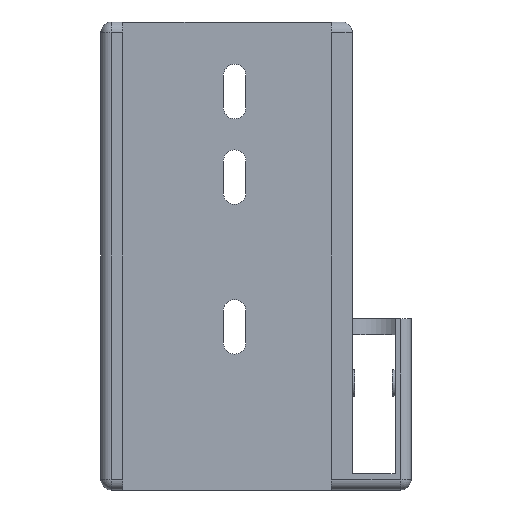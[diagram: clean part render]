
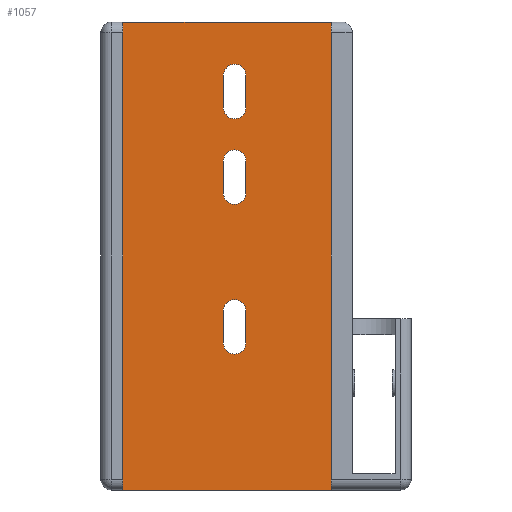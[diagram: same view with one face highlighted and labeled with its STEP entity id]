
A CAD part, front view. The second image highlights one B-rep face of the part: STEP entity #1057.
In plain terms, the highlighted planar face has unit normal (0, -1, 0).
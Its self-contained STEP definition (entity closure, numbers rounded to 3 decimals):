
#23=FACE_BOUND('',#183,.T.);
#24=FACE_BOUND('',#184,.T.);
#25=FACE_BOUND('',#185,.T.);
#47=PLANE('',#1193);
#113=FACE_OUTER_BOUND('',#182,.T.);
#182=EDGE_LOOP('',(#917,#918,#919,#920));
#183=EDGE_LOOP('',(#921,#922,#923,#924));
#184=EDGE_LOOP('',(#925,#926,#927,#928));
#185=EDGE_LOOP('',(#929,#930,#931,#932));
#235=LINE('',#1694,#325);
#239=LINE('',#1701,#329);
#241=LINE('',#1705,#331);
#261=LINE('',#1773,#351);
#266=LINE('',#1785,#356);
#267=LINE('',#1789,#357);
#272=LINE('',#1801,#362);
#273=LINE('',#1805,#363);
#278=LINE('',#1817,#368);
#279=LINE('',#1819,#369);
#325=VECTOR('',#1375,10.);
#329=VECTOR('',#1383,10.);
#331=VECTOR('',#1387,10.);
#351=VECTOR('',#1451,10.);
#356=VECTOR('',#1466,10.);
#357=VECTOR('',#1469,10.);
#362=VECTOR('',#1484,10.);
#363=VECTOR('',#1487,10.);
#368=VECTOR('',#1502,10.);
#369=VECTOR('',#1505,10.);
#425=CIRCLE('',#1175,2.1);
#426=CIRCLE('',#1177,2.1);
#427=CIRCLE('',#1181,2.1);
#428=CIRCLE('',#1183,2.1);
#429=CIRCLE('',#1187,2.1);
#430=CIRCLE('',#1189,2.1);
#483=VERTEX_POINT('',#1691);
#484=VERTEX_POINT('',#1693);
#485=VERTEX_POINT('',#1699);
#486=VERTEX_POINT('',#1703);
#511=VERTEX_POINT('',#1771);
#512=VERTEX_POINT('',#1772);
#513=VERTEX_POINT('',#1777);
#514=VERTEX_POINT('',#1781);
#515=VERTEX_POINT('',#1787);
#516=VERTEX_POINT('',#1788);
#517=VERTEX_POINT('',#1793);
#518=VERTEX_POINT('',#1797);
#519=VERTEX_POINT('',#1803);
#520=VERTEX_POINT('',#1804);
#521=VERTEX_POINT('',#1809);
#522=VERTEX_POINT('',#1813);
#602=EDGE_CURVE('',#483,#484,#235,.T.);
#606=EDGE_CURVE('',#483,#485,#239,.T.);
#608=EDGE_CURVE('',#486,#485,#241,.T.);
#641=EDGE_CURVE('',#511,#512,#261,.T.);
#644=EDGE_CURVE('',#513,#511,#425,.T.);
#646=EDGE_CURVE('',#512,#514,#426,.T.);
#648=EDGE_CURVE('',#514,#513,#266,.T.);
#649=EDGE_CURVE('',#515,#516,#267,.T.);
#652=EDGE_CURVE('',#517,#515,#427,.T.);
#654=EDGE_CURVE('',#516,#518,#428,.T.);
#656=EDGE_CURVE('',#518,#517,#272,.T.);
#657=EDGE_CURVE('',#519,#520,#273,.T.);
#660=EDGE_CURVE('',#521,#519,#429,.T.);
#662=EDGE_CURVE('',#520,#522,#430,.T.);
#664=EDGE_CURVE('',#522,#521,#278,.T.);
#665=EDGE_CURVE('',#486,#484,#279,.T.);
#917=ORIENTED_EDGE('',*,*,#608,.F.);
#918=ORIENTED_EDGE('',*,*,#665,.T.);
#919=ORIENTED_EDGE('',*,*,#602,.F.);
#920=ORIENTED_EDGE('',*,*,#606,.T.);
#921=ORIENTED_EDGE('',*,*,#648,.T.);
#922=ORIENTED_EDGE('',*,*,#644,.T.);
#923=ORIENTED_EDGE('',*,*,#641,.T.);
#924=ORIENTED_EDGE('',*,*,#646,.T.);
#925=ORIENTED_EDGE('',*,*,#656,.T.);
#926=ORIENTED_EDGE('',*,*,#652,.T.);
#927=ORIENTED_EDGE('',*,*,#649,.T.);
#928=ORIENTED_EDGE('',*,*,#654,.T.);
#929=ORIENTED_EDGE('',*,*,#664,.T.);
#930=ORIENTED_EDGE('',*,*,#660,.T.);
#931=ORIENTED_EDGE('',*,*,#657,.T.);
#932=ORIENTED_EDGE('',*,*,#662,.T.);
#1057=ADVANCED_FACE('',(#113,#23,#24,#25),#47,.F.);
#1175=AXIS2_PLACEMENT_3D('',#1778,#1456,#1457);
#1177=AXIS2_PLACEMENT_3D('',#1782,#1461,#1462);
#1181=AXIS2_PLACEMENT_3D('',#1794,#1474,#1475);
#1183=AXIS2_PLACEMENT_3D('',#1798,#1479,#1480);
#1187=AXIS2_PLACEMENT_3D('',#1810,#1492,#1493);
#1189=AXIS2_PLACEMENT_3D('',#1814,#1497,#1498);
#1193=AXIS2_PLACEMENT_3D('',#1822,#1508,#1509);
#1375=DIRECTION('',(1.,0.,0.));
#1383=DIRECTION('',(0.,0.,-1.));
#1387=DIRECTION('',(-1.,0.,0.));
#1451=DIRECTION('',(0.,0.,1.));
#1456=DIRECTION('center_axis',(0.,1.,0.));
#1457=DIRECTION('ref_axis',(1.,0.,0.));
#1461=DIRECTION('center_axis',(0.,1.,0.));
#1462=DIRECTION('ref_axis',(-1.,0.,0.));
#1466=DIRECTION('',(0.,0.,-1.));
#1469=DIRECTION('',(0.,0.,-1.));
#1474=DIRECTION('center_axis',(0.,1.,0.));
#1475=DIRECTION('ref_axis',(-1.,0.,0.));
#1479=DIRECTION('center_axis',(0.,1.,0.));
#1480=DIRECTION('ref_axis',(1.,0.,0.));
#1484=DIRECTION('',(0.,0.,1.));
#1487=DIRECTION('',(0.,0.,1.));
#1492=DIRECTION('center_axis',(0.,1.,0.));
#1493=DIRECTION('ref_axis',(1.,0.,0.));
#1497=DIRECTION('center_axis',(0.,1.,0.));
#1498=DIRECTION('ref_axis',(-1.,0.,0.));
#1502=DIRECTION('',(0.,0.,-1.));
#1505=DIRECTION('',(0.,0.,1.));
#1508=DIRECTION('center_axis',(0.,1.,0.));
#1509=DIRECTION('ref_axis',(1.,0.,0.));
#1691=CARTESIAN_POINT('',(-38.899,14.7,70.5));
#1693=CARTESIAN_POINT('',(0.101,14.7,70.5));
#1694=CARTESIAN_POINT('',(-26.95,14.7,70.5));
#1699=CARTESIAN_POINT('',(-38.899,14.7,-17.));
#1701=CARTESIAN_POINT('',(-38.899,14.7,-17.));
#1703=CARTESIAN_POINT('',(0.101,14.7,-17.));
#1705=CARTESIAN_POINT('',(-16.45,14.7,-17.));
#1771=CARTESIAN_POINT('',(-20.1,14.7,10.5));
#1772=CARTESIAN_POINT('',(-20.1,14.7,16.5));
#1773=CARTESIAN_POINT('',(-20.1,14.7,15.75));
#1777=CARTESIAN_POINT('',(-15.9,14.7,10.5));
#1778=CARTESIAN_POINT('Origin',(-18.,14.7,10.5));
#1781=CARTESIAN_POINT('',(-15.9,14.7,16.5));
#1782=CARTESIAN_POINT('Origin',(-18.,14.7,16.5));
#1785=CARTESIAN_POINT('',(-15.9,14.7,12.75));
#1787=CARTESIAN_POINT('',(-15.9,14.7,60.5));
#1788=CARTESIAN_POINT('',(-15.9,14.7,54.5));
#1789=CARTESIAN_POINT('',(-15.9,14.7,34.75));
#1793=CARTESIAN_POINT('',(-20.1,14.7,60.5));
#1794=CARTESIAN_POINT('Origin',(-18.,14.7,60.5));
#1797=CARTESIAN_POINT('',(-20.1,14.7,54.5));
#1798=CARTESIAN_POINT('Origin',(-18.,14.7,54.5));
#1801=CARTESIAN_POINT('',(-20.1,14.7,37.75));
#1803=CARTESIAN_POINT('',(-20.1,14.7,38.5));
#1804=CARTESIAN_POINT('',(-20.1,14.7,44.5));
#1805=CARTESIAN_POINT('',(-20.1,14.7,29.75));
#1809=CARTESIAN_POINT('',(-15.9,14.7,38.5));
#1810=CARTESIAN_POINT('Origin',(-18.,14.7,38.5));
#1813=CARTESIAN_POINT('',(-15.9,14.7,44.5));
#1814=CARTESIAN_POINT('Origin',(-18.,14.7,44.5));
#1817=CARTESIAN_POINT('',(-15.9,14.7,26.75));
#1819=CARTESIAN_POINT('',(0.101,14.7,15.));
#1822=CARTESIAN_POINT('Origin',(-35.899,14.7,15.));
